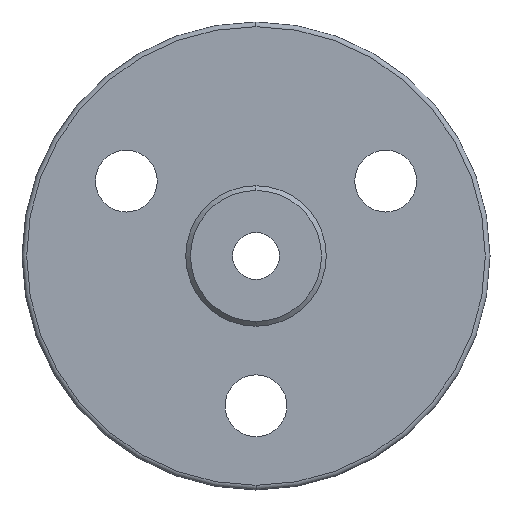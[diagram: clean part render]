
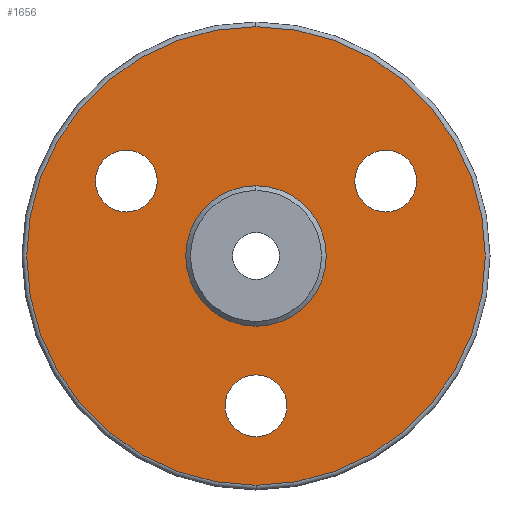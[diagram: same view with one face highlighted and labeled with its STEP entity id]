
A CAD part, front view. The second image highlights one B-rep face of the part: STEP entity #1656.
In plain terms, the highlighted planar face has unit normal (0, -1, 0).
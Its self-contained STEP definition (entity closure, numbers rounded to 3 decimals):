
#12 = DIRECTION ( 'NONE',  ( 0., 0., 1. ) ) ;
#25 = CARTESIAN_POINT ( 'NONE',  ( 13.856, 0., 8. ) ) ;
#42 = CIRCLE ( 'NONE', #1752, 24.5 ) ;
#72 = ORIENTED_EDGE ( 'NONE', *, *, #931, .T. ) ;
#88 = CARTESIAN_POINT ( 'NONE',  ( -16.714, 0., 9.65 ) ) ;
#106 = DIRECTION ( 'NONE',  ( 0., 0., 1. ) ) ;
#118 = VERTEX_POINT ( 'NONE', #268 ) ;
#136 = CARTESIAN_POINT ( 'NONE',  ( 0., 0., 0. ) ) ;
#165 = FACE_OUTER_BOUND ( 'NONE', #1103, .T. ) ;
#200 = DIRECTION ( 'NONE',  ( 0., 0., 1. ) ) ;
#223 = VERTEX_POINT ( 'NONE', #1640 ) ;
#268 = CARTESIAN_POINT ( 'NONE',  ( 0., 0., -12.7 ) ) ;
#349 = VERTEX_POINT ( 'NONE', #2140 ) ;
#359 = AXIS2_PLACEMENT_3D ( 'NONE', #136, #1068, #2011 ) ;
#399 = DIRECTION ( 'NONE',  ( 0., 1., 0. ) ) ;
#502 = ORIENTED_EDGE ( 'NONE', *, *, #2077, .F. ) ;
#510 = CARTESIAN_POINT ( 'NONE',  ( 0., 0., 0. ) ) ;
#523 = AXIS2_PLACEMENT_3D ( 'NONE', #25, #957, #1901 ) ;
#524 = ORIENTED_EDGE ( 'NONE', *, *, #2212, .T. ) ;
#554 = AXIS2_PLACEMENT_3D ( 'NONE', #1275, #2201, #106 ) ;
#774 = DIRECTION ( 'NONE',  ( 0.866, 0., -0.5 ) ) ;
#777 = CARTESIAN_POINT ( 'NONE',  ( 0., 0., -24.5 ) ) ;
#800 = CARTESIAN_POINT ( 'NONE',  ( 0., 0., -16. ) ) ;
#824 = VERTEX_POINT ( 'NONE', #88 ) ;
#866 = FACE_BOUND ( 'NONE', #1350, .T. ) ;
#931 = EDGE_CURVE ( 'NONE', #1313, #2154, #1686, .T. ) ;
#957 = DIRECTION ( 'NONE',  ( 0., 1., 0. ) ) ;
#965 = EDGE_LOOP ( 'NONE', ( #2554, #1706 ) ) ;
#999 = CARTESIAN_POINT ( 'NONE',  ( 10.999, 0., 6.35 ) ) ;
#1050 = CARTESIAN_POINT ( 'NONE',  ( 0., 0., 0. ) ) ;
#1054 = CIRCLE ( 'NONE', #2766, 7. ) ;
#1067 = CIRCLE ( 'NONE', #2784, 3.3 ) ;
#1068 = DIRECTION ( 'NONE',  ( 0., -1., 0. ) ) ;
#1098 = FACE_BOUND ( 'NONE', #2788, .T. ) ;
#1103 = EDGE_LOOP ( 'NONE', ( #72, #2410 ) ) ;
#1178 = EDGE_CURVE ( 'NONE', #118, #223, #1887, .T. ) ;
#1180 = CARTESIAN_POINT ( 'NONE',  ( 0., 0., 0. ) ) ;
#1275 = CARTESIAN_POINT ( 'NONE',  ( 0., 0., -16. ) ) ;
#1313 = VERTEX_POINT ( 'NONE', #1585 ) ;
#1332 = DIRECTION ( 'NONE',  ( -0.866, 0., -0.5 ) ) ;
#1350 = EDGE_LOOP ( 'NONE', ( #2666, #524 ) ) ;
#1368 = CARTESIAN_POINT ( 'NONE',  ( 0., 0., 0. ) ) ;
#1390 = CARTESIAN_POINT ( 'NONE',  ( 0., 0., -7. ) ) ;
#1429 = AXIS2_PLACEMENT_3D ( 'NONE', #510, #1450, #2365 ) ;
#1450 = DIRECTION ( 'NONE',  ( 0., -1., 0. ) ) ;
#1472 = AXIS2_PLACEMENT_3D ( 'NONE', #2487, #399, #1332 ) ;
#1476 = DIRECTION ( 'NONE',  ( 0., 1., 0. ) ) ;
#1507 = EDGE_LOOP ( 'NONE', ( #1551, #2028 ) ) ;
#1513 = CARTESIAN_POINT ( 'NONE',  ( -10.999, 0., 6.35 ) ) ;
#1533 = EDGE_CURVE ( 'NONE', #2154, #1313, #42, .T. ) ;
#1551 = ORIENTED_EDGE ( 'NONE', *, *, #1750, .T. ) ;
#1585 = CARTESIAN_POINT ( 'NONE',  ( 0., 0., 24.5 ) ) ;
#1636 = EDGE_CURVE ( 'NONE', #1746, #349, #2780, .T. ) ;
#1640 = CARTESIAN_POINT ( 'NONE',  ( 0., 0., -19.3 ) ) ;
#1656 = ADVANCED_FACE ( 'NONE', ( #165, #1098, #2041, #2954, #866 ), #1808, .F. ) ;
#1686 = CIRCLE ( 'NONE', #359, 24.5 ) ;
#1706 = ORIENTED_EDGE ( 'NONE', *, *, #2377, .T. ) ;
#1709 = AXIS2_PLACEMENT_3D ( 'NONE', #1368, #2289, #200 ) ;
#1724 = EDGE_CURVE ( 'NONE', #824, #1815, #2186, .T. ) ;
#1736 = DIRECTION ( 'NONE',  ( 0., 1., 0. ) ) ;
#1746 = VERTEX_POINT ( 'NONE', #999 ) ;
#1750 = EDGE_CURVE ( 'NONE', #1815, #824, #1067, .T. ) ;
#1752 = AXIS2_PLACEMENT_3D ( 'NONE', #1050, #1989, #2911 ) ;
#1808 = PLANE ( 'NONE',  #1709 ) ;
#1815 = VERTEX_POINT ( 'NONE', #1513 ) ;
#1833 = CARTESIAN_POINT ( 'NONE',  ( 0., 0., 7. ) ) ;
#1848 = ORIENTED_EDGE ( 'NONE', *, *, #2313, .F. ) ;
#1850 = CIRCLE ( 'NONE', #523, 3.3 ) ;
#1887 = CIRCLE ( 'NONE', #554, 3.3 ) ;
#1901 = DIRECTION ( 'NONE',  ( -0.866, 0., -0.5 ) ) ;
#1937 = CARTESIAN_POINT ( 'NONE',  ( -13.856, 0., 8. ) ) ;
#1989 = DIRECTION ( 'NONE',  ( 0., -1., 0. ) ) ;
#2004 = AXIS2_PLACEMENT_3D ( 'NONE', #2817, #1476, #2388 ) ;
#2011 = DIRECTION ( 'NONE',  ( 0., 0., 1. ) ) ;
#2028 = ORIENTED_EDGE ( 'NONE', *, *, #1724, .T. ) ;
#2041 = FACE_BOUND ( 'NONE', #1507, .T. ) ;
#2077 = EDGE_CURVE ( 'NONE', #3004, #2682, #2720, .T. ) ;
#2113 = DIRECTION ( 'NONE',  ( 0., -1., 0. ) ) ;
#2140 = CARTESIAN_POINT ( 'NONE',  ( 16.714, 0., 9.65 ) ) ;
#2154 = VERTEX_POINT ( 'NONE', #777 ) ;
#2186 = CIRCLE ( 'NONE', #2004, 3.3 ) ;
#2201 = DIRECTION ( 'NONE',  ( 0., 1., 0. ) ) ;
#2212 = EDGE_CURVE ( 'NONE', #223, #118, #2286, .T. ) ;
#2286 = CIRCLE ( 'NONE', #2673, 3.3 ) ;
#2289 = DIRECTION ( 'NONE',  ( 0., 1., 0. ) ) ;
#2313 = EDGE_CURVE ( 'NONE', #2682, #3004, #1054, .T. ) ;
#2365 = DIRECTION ( 'NONE',  ( 0., 0., 1. ) ) ;
#2377 = EDGE_CURVE ( 'NONE', #349, #1746, #1850, .T. ) ;
#2388 = DIRECTION ( 'NONE',  ( 0.866, 0., -0.5 ) ) ;
#2410 = ORIENTED_EDGE ( 'NONE', *, *, #1533, .T. ) ;
#2487 = CARTESIAN_POINT ( 'NONE',  ( 13.856, 0., 8. ) ) ;
#2554 = ORIENTED_EDGE ( 'NONE', *, *, #1636, .T. ) ;
#2662 = DIRECTION ( 'NONE',  ( 0., 0., 1. ) ) ;
#2666 = ORIENTED_EDGE ( 'NONE', *, *, #1178, .T. ) ;
#2673 = AXIS2_PLACEMENT_3D ( 'NONE', #800, #1736, #2662 ) ;
#2682 = VERTEX_POINT ( 'NONE', #1833 ) ;
#2720 = CIRCLE ( 'NONE', #1429, 7. ) ;
#2766 = AXIS2_PLACEMENT_3D ( 'NONE', #1180, #2113, #12 ) ;
#2780 = CIRCLE ( 'NONE', #1472, 3.3 ) ;
#2784 = AXIS2_PLACEMENT_3D ( 'NONE', #1937, #2866, #774 ) ;
#2788 = EDGE_LOOP ( 'NONE', ( #1848, #502 ) ) ;
#2817 = CARTESIAN_POINT ( 'NONE',  ( -13.856, 0., 8. ) ) ;
#2866 = DIRECTION ( 'NONE',  ( 0., 1., 0. ) ) ;
#2911 = DIRECTION ( 'NONE',  ( 0., 0., 1. ) ) ;
#2954 = FACE_BOUND ( 'NONE', #965, .T. ) ;
#3004 = VERTEX_POINT ( 'NONE', #1390 ) ;
